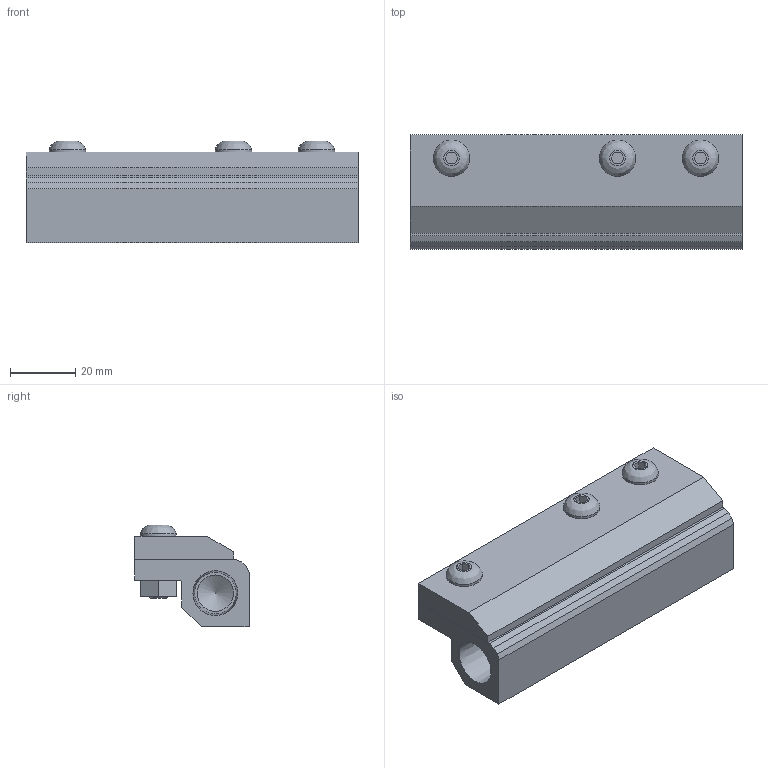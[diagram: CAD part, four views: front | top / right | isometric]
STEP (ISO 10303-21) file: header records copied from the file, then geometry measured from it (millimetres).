
FILE_DESCRIPTION((''),'2;1');
FILE_NAME('2003.stp','2010-04-28T16:05:09',('michael witt'),(''),'Autodesk Inventor 2010','Autodesk Inventor 2010','');
FILE_SCHEMA(('AUTOMOTIVE_DESIGN { 1 0 10303 214 1 1 1 1 }'));
Length unit declared in the file: inch
Products named in the file (9): Assembly12; Part601; Part603; Part605; Part607; Part609; Part611; Part613; Part615
Assembly tree (8 placements, depth 2):
  Assembly12
    Part601
    Part603
    Part605
    Part607
    Part609
    Part611
    Part613
    Part615
Bounding box: 101.6 x 34.92 x 31.13 mm (x, y, z)
Volume: 67126.8 mm3; surface area: 24553.5 mm2
Topology: 8 solids, 8 shells, 103 faces, 236 edges, 157 vertices
Faces by surface type: bspline 46, plane 44, cylinder 11, cone 2
Full cylindrical faces by diameter (mm): 6.35 x3, 6.756 x6, 11.112 x1
Entity records: 3264 total; most frequent: CARTESIAN_POINT 897, ORIENTED_EDGE 400, DIRECTION 394, EDGE_CURVE 200, EDGE_LOOP 156, VECTOR 154, LINE 154, VERTEX_POINT 148
